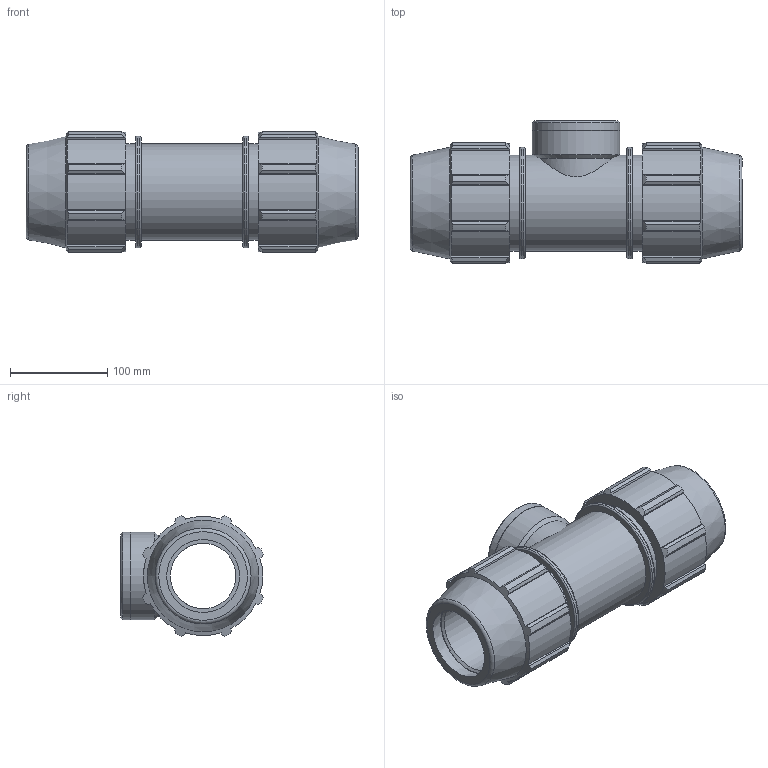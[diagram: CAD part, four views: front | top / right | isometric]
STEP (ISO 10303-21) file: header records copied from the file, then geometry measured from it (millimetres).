
FILE_DESCRIPTION(/* description */ ('PLASSON TEE WITH THREADED FEMALE OFFTAKE 75-2.1/2"-75'),/* implementation_level */ '2;1');
FILE_NAME(/* name */ '871400075025_181400075025_841406075025.ipt.stp',/* time_stamp */ '2018-03-25T20:10:56+03:00',/* author */ ('KIM'),/* organization */ (''),/* preprocessor_version */ 'ST-DEVELOPER v15.6',/* originating_system */ 'Autodesk Inventor 2015',/* authorisation */ '');
FILE_SCHEMA (('AUTOMOTIVE_DESIGN { 1 0 10303 214 3 1 1 }'));
Length unit declared in the file: millimetre
Products named in the file (1): 871400075025_181400075025_841406075025
Bounding box: 342 x 147.1 x 124.2 mm (x, y, z)
Volume: 1880963.3 mm3; surface area: 252218.8 mm2
Topology: 1 solids, 1 shells, 158 faces, 422 edges, 277 vertices
Faces by surface type: plane 79, cylinder 46, cone 27, torus 6
Full cylindrical faces by diameter (mm): 67.5 x2, 72.226 x1, 75 x2, 90.282 x2, 99 x3, 114.84 x2
Entity records: 4767 total; most frequent: CARTESIAN_POINT 1032, ORIENTED_EDGE 770, DIRECTION 760, EDGE_CURVE 385, AXIS2_PLACEMENT_3D 284, VERTEX_POINT 271, EDGE_LOOP 204, LINE 192
